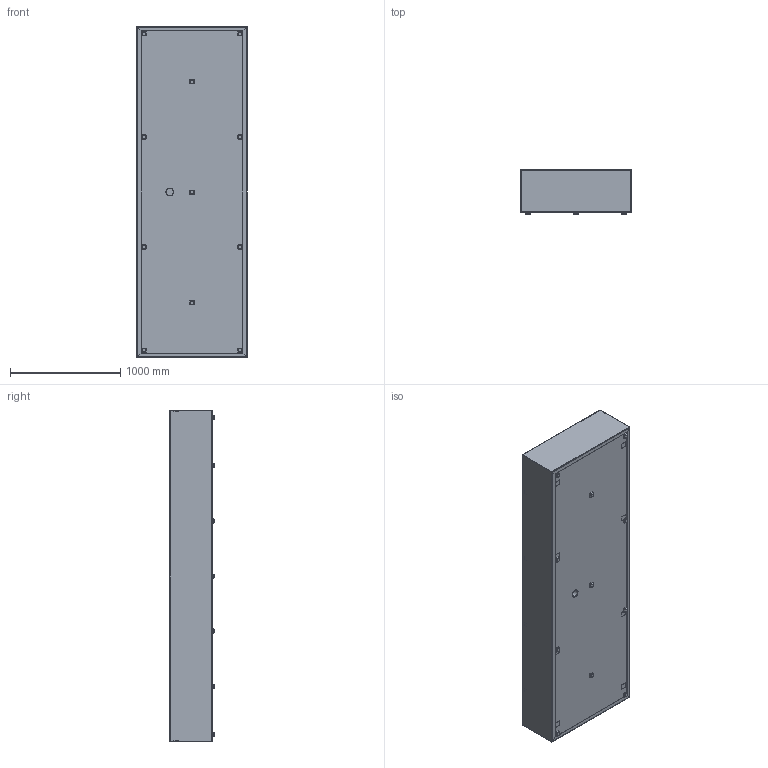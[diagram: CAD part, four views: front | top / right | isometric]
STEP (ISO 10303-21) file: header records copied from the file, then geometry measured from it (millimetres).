
FILE_DESCRIPTION (( 'STEP AP203' ), '1' );
FILE_NAME ('CB4.STEP', '2022-05-17T11:40:20', ( '' ), ( '' ), 'SwSTEP 2.0', 'SolidWorks 2021', '' );
FILE_SCHEMA (( 'CONFIG_CONTROL_DESIGN' ));
Length unit declared in the file: millimetre
Products named in the file (17): FeetCB4; CB4 Base; CB4-Support 2_Default<As Machined>; CB4-Reinforcement cover; CB4 Cover; CB4-L-_Default<As Machined>; Ring top; CB4-Side; CB4; CB4-Cover; CB4-pipe; CB4-Reinforcement Base; CB4-Side 2; CB4-Strip; CB4-pipe cover; CB4-Bottom 1; CB4-Support 1_Default<As Machined>
Assembly tree (58 placements, depth 3):
  CB4
    CB4 Base
      CB4-Bottom 1
      CB4-Side  x2
      CB4-pipe
      CB4-Strip  x4
      FeetCB4  x11
      CB4-Side 2  x2
      CB4-Reinforcement Base  x4
      CB4-Support 2_Default<As Machined>  x8
    CB4 Cover
      CB4-Cover
      Ring top  x3
      CB4-pipe cover  x3
      CB4-L-_Default<As Machined>  x4
      CB4-Reinforcement cover  x4
      CB4-Support 1_Default<As Machined>  x8
Bounding box: 1000 x 400 x 2996 mm (x, y, z)
Volume: 30731198.5 mm3; surface area: 20608194.6 mm2
Topology: 56 solids, 56 shells, 1160 faces, 2568 edges, 1520 vertices
Faces by surface type: plane 716, cylinder 324, bspline 120
Entity records: 11596 total; most frequent: CARTESIAN_POINT 2733, DIRECTION 1235, ORIENTED_EDGE 1186, EDGE_CURVE 593, VECTOR 427, LINE 427, AXIS2_PLACEMENT_3D 404, VERTEX_POINT 350
